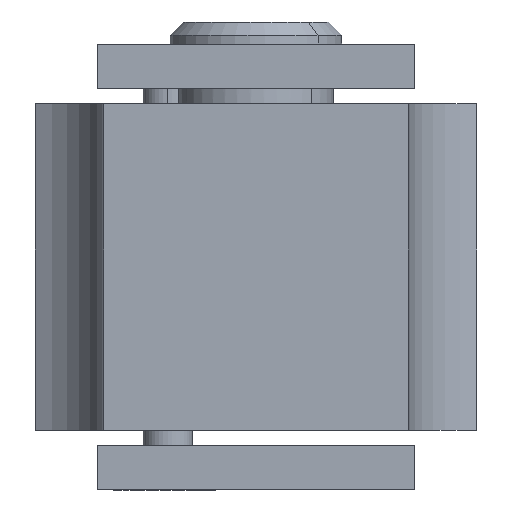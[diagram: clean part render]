
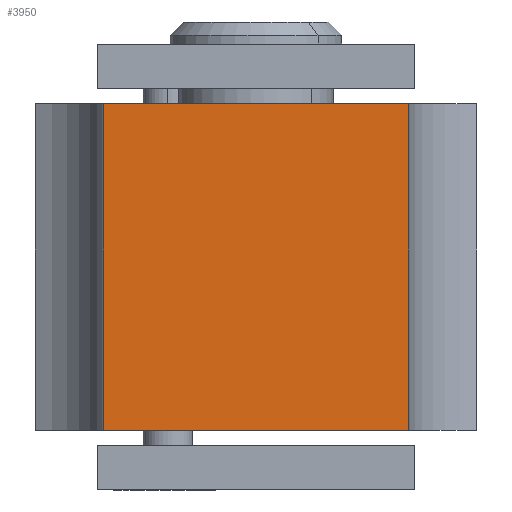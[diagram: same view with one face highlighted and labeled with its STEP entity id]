
A CAD part, left-side view. The second image highlights one B-rep face of the part: STEP entity #3950.
In plain terms, the highlighted planar face has unit normal (-1, 0, 0).
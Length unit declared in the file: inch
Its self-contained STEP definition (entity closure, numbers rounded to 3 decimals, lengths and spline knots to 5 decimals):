
#2913=CARTESIAN_POINT('',(4.98309,5.33937,0.0));
#2914=VERTEX_POINT('',#2913);
#2921=CARTESIAN_POINT('',(4.98309,4.64937,0.0));
#2922=VERTEX_POINT('',#2921);
#2923=CARTESIAN_POINT('',(4.98309,5.33937,0.0));
#2924=DIRECTION('',(0.0,-1.0,0.0));
#2925=VECTOR('',#2924,0.69);
#2926=LINE('',#2923,#2925);
#2927=EDGE_CURVE('',#2914,#2922,#2926,.T.);
#3908=CARTESIAN_POINT('',(4.98309,5.33937,-0.74));
#3909=VERTEX_POINT('',#3908);
#3916=CARTESIAN_POINT('',(4.98309,5.33937,0.0));
#3917=DIRECTION('',(0.0,0.0,-1.0));
#3918=VECTOR('',#3917,0.74);
#3919=LINE('',#3916,#3918);
#3920=EDGE_CURVE('',#2914,#3909,#3919,.T.);
#3927=CARTESIAN_POINT('',(4.98309,5.17261,0.0));
#3928=DIRECTION('',(-1.0,0.0,0.0));
#3929=DIRECTION('',(0.0,0.0,1.0));
#3930=AXIS2_PLACEMENT_3D('',#3927,#3928,#3929);
#3931=PLANE('',#3930);
#3932=CARTESIAN_POINT('',(4.98309,4.64937,-0.74));
#3933=VERTEX_POINT('',#3932);
#3934=CARTESIAN_POINT('',(4.98309,5.33937,-0.74));
#3935=DIRECTION('',(0.0,-1.0,0.0));
#3936=VECTOR('',#3935,0.69);
#3937=LINE('',#3934,#3936);
#3938=EDGE_CURVE('',#3909,#3933,#3937,.T.);
#3939=ORIENTED_EDGE('',*,*,#3938,.T.);
#3940=CARTESIAN_POINT('',(4.98309,4.64937,0.0));
#3941=DIRECTION('',(0.0,0.0,-1.0));
#3942=VECTOR('',#3941,0.74);
#3943=LINE('',#3940,#3942);
#3944=EDGE_CURVE('',#2922,#3933,#3943,.T.);
#3945=ORIENTED_EDGE('',*,*,#3944,.F.);
#3946=ORIENTED_EDGE('',*,*,#2927,.F.);
#3947=ORIENTED_EDGE('',*,*,#3920,.T.);
#3948=EDGE_LOOP('',(#3939,#3945,#3946,#3947));
#3949=FACE_OUTER_BOUND('',#3948,.T.);
#3950=ADVANCED_FACE('',(#3949),#3931,.T.);
